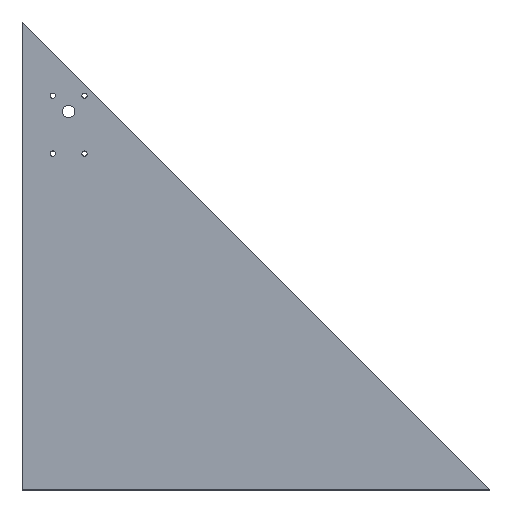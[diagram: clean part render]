
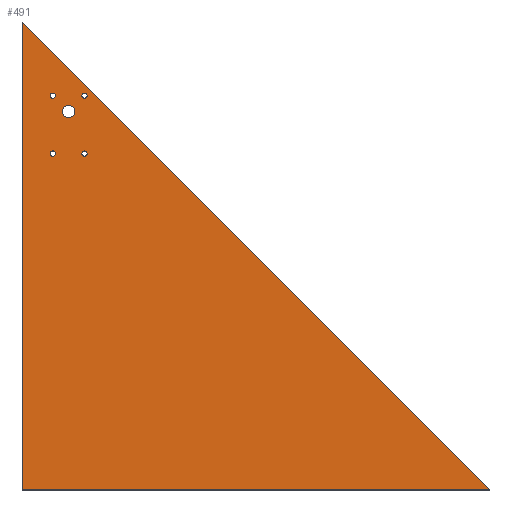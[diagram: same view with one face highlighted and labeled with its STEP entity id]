
A CAD part, top view. The second image highlights one B-rep face of the part: STEP entity #491.
In plain terms, the highlighted planar face has unit normal (0, 0, 1).
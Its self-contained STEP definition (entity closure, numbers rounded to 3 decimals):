
#63=CARTESIAN_POINT('Vertex',(-281.816,210.108,158.75)) ;
#77=CARTESIAN_POINT('Vertex',(-281.816,-56.592,158.75)) ;
#80=CARTESIAN_POINT('Line Origine',(-281.816,76.758,158.75)) ;
#108=CARTESIAN_POINT('Vertex',(-15.116,-56.592,158.75)) ;
#111=CARTESIAN_POINT('Line Origine',(-148.466,-56.592,158.75)) ;
#133=CARTESIAN_POINT('Line Origine',(-148.466,76.758,158.75)) ;
#150=CARTESIAN_POINT('Axis2P3D Location',(-264.216,168.124,158.75)) ;
#154=CARTESIAN_POINT('Vertex',(-262.716,168.124,158.75)) ;
#156=CARTESIAN_POINT('Vertex',(-265.716,168.124,158.75)) ;
#185=CARTESIAN_POINT('Axis2P3D Location',(-264.216,168.124,158.75)) ;
#207=CARTESIAN_POINT('Axis2P3D Location',(-246.216,168.124,158.75)) ;
#211=CARTESIAN_POINT('Vertex',(-247.716,168.124,158.75)) ;
#213=CARTESIAN_POINT('Vertex',(-244.716,168.124,158.75)) ;
#242=CARTESIAN_POINT('Axis2P3D Location',(-246.216,168.124,158.75)) ;
#264=CARTESIAN_POINT('Axis2P3D Location',(-255.216,159.124,158.75)) ;
#268=CARTESIAN_POINT('Vertex',(-258.716,159.124,158.75)) ;
#270=CARTESIAN_POINT('Vertex',(-251.716,159.124,158.75)) ;
#299=CARTESIAN_POINT('Axis2P3D Location',(-255.216,159.124,158.75)) ;
#321=CARTESIAN_POINT('Axis2P3D Location',(-264.216,135.124,158.75)) ;
#325=CARTESIAN_POINT('Vertex',(-262.716,135.124,158.75)) ;
#327=CARTESIAN_POINT('Vertex',(-265.716,135.124,158.75)) ;
#356=CARTESIAN_POINT('Axis2P3D Location',(-264.216,135.124,158.75)) ;
#378=CARTESIAN_POINT('Axis2P3D Location',(-246.216,135.124,158.75)) ;
#382=CARTESIAN_POINT('Vertex',(-247.716,135.124,158.75)) ;
#384=CARTESIAN_POINT('Vertex',(-244.716,135.124,158.75)) ;
#413=CARTESIAN_POINT('Axis2P3D Location',(-246.216,135.124,158.75)) ;
#461=CARTESIAN_POINT('Axis2P3D Location',(0.,0.,158.75)) ;
#81=DIRECTION('Vector Direction',(0.,-1.,0.)) ;
#112=DIRECTION('Vector Direction',(1.,0.,0.)) ;
#134=DIRECTION('Vector Direction',(0.707,-0.707,0.)) ;
#151=DIRECTION('Axis2P3D Direction',(-0.,0.,1.)) ;
#186=DIRECTION('Axis2P3D Direction',(-0.,0.,1.)) ;
#208=DIRECTION('Axis2P3D Direction',(-0.,0.,1.)) ;
#243=DIRECTION('Axis2P3D Direction',(-0.,0.,1.)) ;
#265=DIRECTION('Axis2P3D Direction',(-0.,0.,1.)) ;
#300=DIRECTION('Axis2P3D Direction',(-0.,0.,1.)) ;
#322=DIRECTION('Axis2P3D Direction',(-0.,0.,1.)) ;
#357=DIRECTION('Axis2P3D Direction',(-0.,0.,1.)) ;
#379=DIRECTION('Axis2P3D Direction',(-0.,0.,1.)) ;
#414=DIRECTION('Axis2P3D Direction',(-0.,0.,1.)) ;
#462=DIRECTION('Axis2P3D Direction',(0.,0.,1.)) ;
#463=DIRECTION('Axis2P3D XDirection',(1.,0.,0.)) ;
#152=AXIS2_PLACEMENT_3D('Circle Axis2P3D',#150,#151,$) ;
#187=AXIS2_PLACEMENT_3D('Circle Axis2P3D',#185,#186,$) ;
#209=AXIS2_PLACEMENT_3D('Circle Axis2P3D',#207,#208,$) ;
#244=AXIS2_PLACEMENT_3D('Circle Axis2P3D',#242,#243,$) ;
#266=AXIS2_PLACEMENT_3D('Circle Axis2P3D',#264,#265,$) ;
#301=AXIS2_PLACEMENT_3D('Circle Axis2P3D',#299,#300,$) ;
#323=AXIS2_PLACEMENT_3D('Circle Axis2P3D',#321,#322,$) ;
#358=AXIS2_PLACEMENT_3D('Circle Axis2P3D',#356,#357,$) ;
#380=AXIS2_PLACEMENT_3D('Circle Axis2P3D',#378,#379,$) ;
#415=AXIS2_PLACEMENT_3D('Circle Axis2P3D',#413,#414,$) ;
#464=AXIS2_PLACEMENT_3D('Plane Axis2P3D',#461,#462,#463) ;
#467=ORIENTED_EDGE('',*,*,#84,.T.) ;
#468=ORIENTED_EDGE('',*,*,#115,.T.) ;
#469=ORIENTED_EDGE('',*,*,#137,.T.) ;
#472=ORIENTED_EDGE('',*,*,#158,.F.) ;
#473=ORIENTED_EDGE('',*,*,#189,.F.) ;
#476=ORIENTED_EDGE('',*,*,#215,.F.) ;
#477=ORIENTED_EDGE('',*,*,#246,.F.) ;
#480=ORIENTED_EDGE('',*,*,#272,.F.) ;
#481=ORIENTED_EDGE('',*,*,#303,.F.) ;
#484=ORIENTED_EDGE('',*,*,#329,.F.) ;
#485=ORIENTED_EDGE('',*,*,#360,.F.) ;
#488=ORIENTED_EDGE('',*,*,#386,.F.) ;
#489=ORIENTED_EDGE('',*,*,#417,.F.) ;
#474=FACE_BOUND('',#471,.T.) ;
#478=FACE_BOUND('',#475,.T.) ;
#482=FACE_BOUND('',#479,.T.) ;
#486=FACE_BOUND('',#483,.T.) ;
#490=FACE_BOUND('',#487,.T.) ;
#82=VECTOR('Line Direction',#81,1.) ;
#113=VECTOR('Line Direction',#112,1.) ;
#135=VECTOR('Line Direction',#134,1.) ;
#491=ADVANCED_FACE('PartBody',(#470,#474,#478,#482,#486,#490),#465,.T.) ;
#153=CIRCLE('generated circle',#152,1.5) ;
#188=CIRCLE('generated circle',#187,1.5) ;
#210=CIRCLE('generated circle',#209,1.5) ;
#245=CIRCLE('generated circle',#244,1.5) ;
#267=CIRCLE('generated circle',#266,3.5) ;
#302=CIRCLE('generated circle',#301,3.5) ;
#324=CIRCLE('generated circle',#323,1.5) ;
#359=CIRCLE('generated circle',#358,1.5) ;
#381=CIRCLE('generated circle',#380,1.5) ;
#416=CIRCLE('generated circle',#415,1.5) ;
#84=EDGE_CURVE('',#64,#78,#83,.T.) ;
#115=EDGE_CURVE('',#78,#109,#114,.T.) ;
#137=EDGE_CURVE('',#109,#64,#136,.F.) ;
#158=EDGE_CURVE('',#155,#157,#153,.T.) ;
#189=EDGE_CURVE('',#157,#155,#188,.T.) ;
#215=EDGE_CURVE('',#212,#214,#210,.T.) ;
#246=EDGE_CURVE('',#214,#212,#245,.T.) ;
#272=EDGE_CURVE('',#269,#271,#267,.T.) ;
#303=EDGE_CURVE('',#271,#269,#302,.T.) ;
#329=EDGE_CURVE('',#326,#328,#324,.T.) ;
#360=EDGE_CURVE('',#328,#326,#359,.T.) ;
#386=EDGE_CURVE('',#383,#385,#381,.T.) ;
#417=EDGE_CURVE('',#385,#383,#416,.T.) ;
#466=EDGE_LOOP('',(#467,#468,#469)) ;
#471=EDGE_LOOP('',(#472,#473)) ;
#475=EDGE_LOOP('',(#476,#477)) ;
#479=EDGE_LOOP('',(#480,#481)) ;
#483=EDGE_LOOP('',(#484,#485)) ;
#487=EDGE_LOOP('',(#488,#489)) ;
#470=FACE_OUTER_BOUND('',#466,.T.) ;
#83=LINE('Line',#80,#82) ;
#114=LINE('Line',#111,#113) ;
#136=LINE('Line',#133,#135) ;
#465=PLANE('Plane',#464) ;
#64=VERTEX_POINT('',#63) ;
#78=VERTEX_POINT('',#77) ;
#109=VERTEX_POINT('',#108) ;
#155=VERTEX_POINT('',#154) ;
#157=VERTEX_POINT('',#156) ;
#212=VERTEX_POINT('',#211) ;
#214=VERTEX_POINT('',#213) ;
#269=VERTEX_POINT('',#268) ;
#271=VERTEX_POINT('',#270) ;
#326=VERTEX_POINT('',#325) ;
#328=VERTEX_POINT('',#327) ;
#383=VERTEX_POINT('',#382) ;
#385=VERTEX_POINT('',#384) ;
